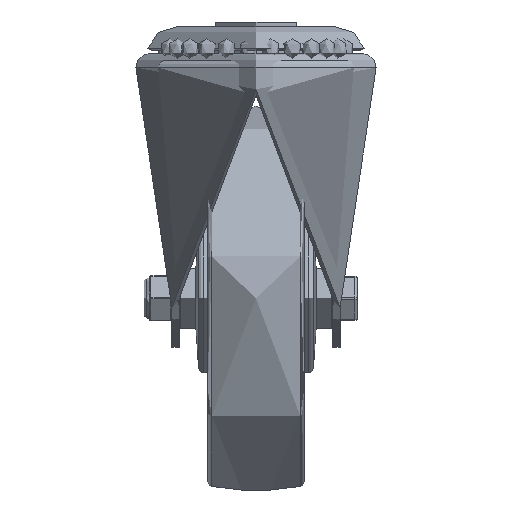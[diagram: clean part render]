
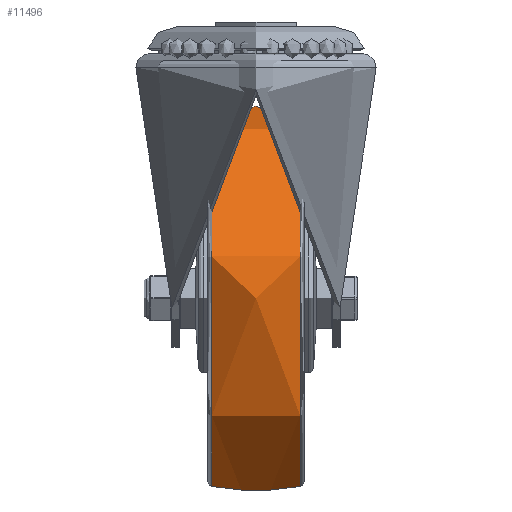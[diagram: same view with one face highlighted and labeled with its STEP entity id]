
A CAD part, left-side view. The second image highlights one B-rep face of the part: STEP entity #11496.
In plain terms, the highlighted free-form (B-spline) face has degree [2, 2] with [3, 9] control points.
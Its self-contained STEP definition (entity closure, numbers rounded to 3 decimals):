
#19=(
BOUNDED_SURFACE()
B_SPLINE_SURFACE(2,2,((#17374,#17375,#17376,#17377,#17378,#17379,#17380,
#17381,#17382),(#17383,#17384,#17385,#17386,#17387,#17388,#17389,#17390,
#17391),(#17392,#17393,#17394,#17395,#17396,#17397,#17398,#17399,#17400)),
 .UNSPECIFIED.,.F.,.T.,.F.)
B_SPLINE_SURFACE_WITH_KNOTS((3,3),(3,2,2,2,3),(-0.183,0.183),
(-3.142,-1.571,0.,1.571,3.142),
 .UNSPECIFIED.)
GEOMETRIC_REPRESENTATION_ITEM()
RATIONAL_B_SPLINE_SURFACE(((1.,0.707,1.,0.707,1.,
0.707,1.,0.707,1.),(0.983,0.695,
0.983,0.695,0.983,0.695,
0.983,0.695,0.983),(1.,0.707,
1.,0.707,1.,0.707,1.,0.707,1.)))
REPRESENTATION_ITEM('')
SURFACE()
);
#2607=FACE_OUTER_BOUND('',#3333,.T.);
#3333=EDGE_LOOP('',(#8258,#8259,#8260,#8261));
#4143=CIRCLE('',#12516,78.317);
#4144=CIRCLE('',#12517,101.);
#4145=CIRCLE('',#12518,78.317);
#5168=VERTEX_POINT('',#17371);
#5169=VERTEX_POINT('',#17401);
#6356=EDGE_CURVE('',#5168,#5168,#4143,.T.);
#6357=EDGE_CURVE('',#5168,#5169,#4144,.T.);
#6358=EDGE_CURVE('',#5169,#5169,#4145,.T.);
#8258=ORIENTED_EDGE('',*,*,#6356,.F.);
#8259=ORIENTED_EDGE('',*,*,#6357,.T.);
#8260=ORIENTED_EDGE('',*,*,#6358,.T.);
#8261=ORIENTED_EDGE('',*,*,#6357,.F.);
#11496=ADVANCED_FACE('',(#2607),#19,.F.);
#12516=AXIS2_PLACEMENT_3D('',#17373,#13893,#13894);
#12517=AXIS2_PLACEMENT_3D('',#17402,#13895,#13896);
#12518=AXIS2_PLACEMENT_3D('',#17403,#13897,#13898);
#13893=DIRECTION('center_axis',(0.,1.,0.));
#13894=DIRECTION('ref_axis',(0.,0.,
1.));
#13895=DIRECTION('center_axis',(-1.,0.,0.));
#13896=DIRECTION('ref_axis',(0.,0.,
-1.));
#13897=DIRECTION('center_axis',(0.,1.,0.));
#13898=DIRECTION('ref_axis',(0.,0.,
1.));
#17371=CARTESIAN_POINT('',(0.,18.364,-78.317));
#17373=CARTESIAN_POINT('Origin',(0.,18.364,
0.));
#17374=CARTESIAN_POINT('Ctrl Pts',(0.,-18.364,
-78.317));
#17375=CARTESIAN_POINT('Ctrl Pts',(-78.317,-18.364,
-78.317));
#17376=CARTESIAN_POINT('Ctrl Pts',(-78.317,-18.364,
0.));
#17377=CARTESIAN_POINT('Ctrl Pts',(-78.317,-18.364,
78.317));
#17378=CARTESIAN_POINT('Ctrl Pts',(0.,-18.364,
78.317));
#17379=CARTESIAN_POINT('Ctrl Pts',(78.317,-18.364,78.317));
#17380=CARTESIAN_POINT('Ctrl Pts',(78.317,-18.364,0.));
#17381=CARTESIAN_POINT('Ctrl Pts',(78.317,-18.364,-78.317));
#17382=CARTESIAN_POINT('Ctrl Pts',(0.,-18.364,
-78.317));
#17383=CARTESIAN_POINT('Ctrl Pts',(0.,0.,
-81.712));
#17384=CARTESIAN_POINT('Ctrl Pts',(-81.712,0.,
-81.712));
#17385=CARTESIAN_POINT('Ctrl Pts',(-81.712,0.,
0.));
#17386=CARTESIAN_POINT('Ctrl Pts',(-81.712,0.,
81.712));
#17387=CARTESIAN_POINT('Ctrl Pts',(0.,0.,
81.712));
#17388=CARTESIAN_POINT('Ctrl Pts',(81.712,0.,
81.712));
#17389=CARTESIAN_POINT('Ctrl Pts',(81.712,0.,
0.));
#17390=CARTESIAN_POINT('Ctrl Pts',(81.712,0.,
-81.712));
#17391=CARTESIAN_POINT('Ctrl Pts',(0.,0.,
-81.712));
#17392=CARTESIAN_POINT('Ctrl Pts',(0.,18.364,
-78.317));
#17393=CARTESIAN_POINT('Ctrl Pts',(-78.317,18.364,-78.317));
#17394=CARTESIAN_POINT('Ctrl Pts',(-78.317,18.364,0.));
#17395=CARTESIAN_POINT('Ctrl Pts',(-78.317,18.364,78.317));
#17396=CARTESIAN_POINT('Ctrl Pts',(0.,18.364,
78.317));
#17397=CARTESIAN_POINT('Ctrl Pts',(78.317,18.364,78.317));
#17398=CARTESIAN_POINT('Ctrl Pts',(78.317,18.364,0.));
#17399=CARTESIAN_POINT('Ctrl Pts',(78.317,18.364,-78.317));
#17400=CARTESIAN_POINT('Ctrl Pts',(0.,18.364,
-78.317));
#17401=CARTESIAN_POINT('',(0.,-18.364,-78.317));
#17402=CARTESIAN_POINT('Origin',(0.,0.,
21.));
#17403=CARTESIAN_POINT('Origin',(0.,-18.364,
0.));
